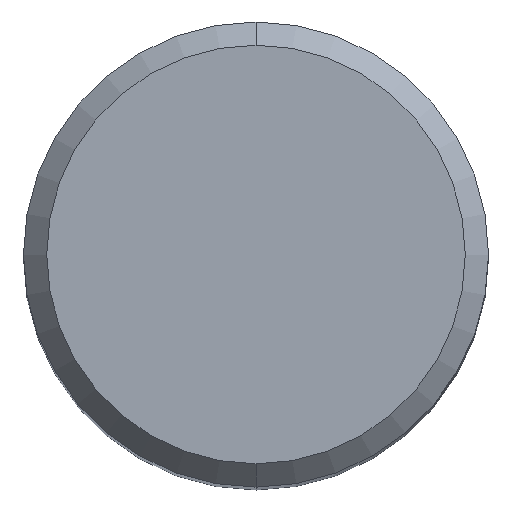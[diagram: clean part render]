
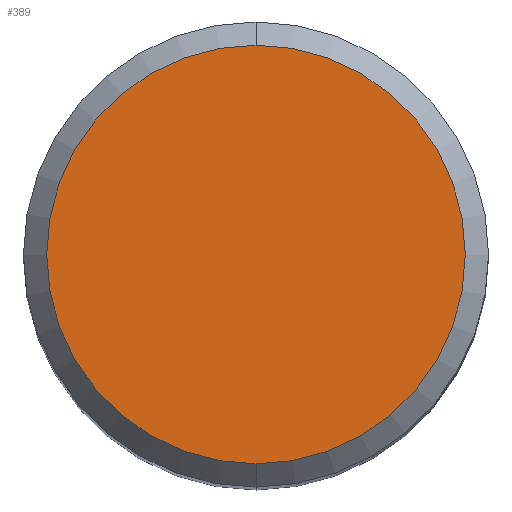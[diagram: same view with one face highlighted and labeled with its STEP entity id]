
A CAD part, top view. The second image highlights one B-rep face of the part: STEP entity #389.
In plain terms, the highlighted planar face has unit normal (0, 0, 1).
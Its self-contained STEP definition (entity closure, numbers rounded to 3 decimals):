
#233=EDGE_CURVE('',#309,#327,#534,.T.);
#309=VERTEX_POINT('',#616);
#327=VERTEX_POINT('',#636);
#389=ADVANCED_FACE('',(#708),#709,.T.);
#397=EDGE_CURVE('',#327,#309,#718,.T.);
#534=CIRCLE('',#944,5.4);
#616=CARTESIAN_POINT('',(0.0,5.4,0.0));
#636=CARTESIAN_POINT('',(0.,-5.4,0.0));
#708=FACE_OUTER_BOUND('',#1334,.T.);
#709=PLANE('',#1335);
#718=CIRCLE('',#1363,5.4);
#944=AXIS2_PLACEMENT_3D('',#1514,#1515,#1516);
#1334=EDGE_LOOP('',(#1720,#1721));
#1335=AXIS2_PLACEMENT_3D('',#1722,#1723,#1724);
#1363=AXIS2_PLACEMENT_3D('',#1734,#1735,#1736);
#1514=CARTESIAN_POINT('',(0.0,0.0,0.0));
#1515=DIRECTION('',(0.0,0.0,-1.0));
#1516=DIRECTION('',(0.0,1.0,0.0));
#1720=ORIENTED_EDGE('',*,*,#233,.F.);
#1721=ORIENTED_EDGE('',*,*,#397,.F.);
#1722=CARTESIAN_POINT('',(0.0,2.7,0.0));
#1723=DIRECTION('',(-0.0,0.0,1.0));
#1724=DIRECTION('',(0.0,-1.0,0.0));
#1734=CARTESIAN_POINT('',(0.0,0.0,0.0));
#1735=DIRECTION('',(0.0,0.0,-1.0));
#1736=DIRECTION('',(0.0,1.0,0.0));
